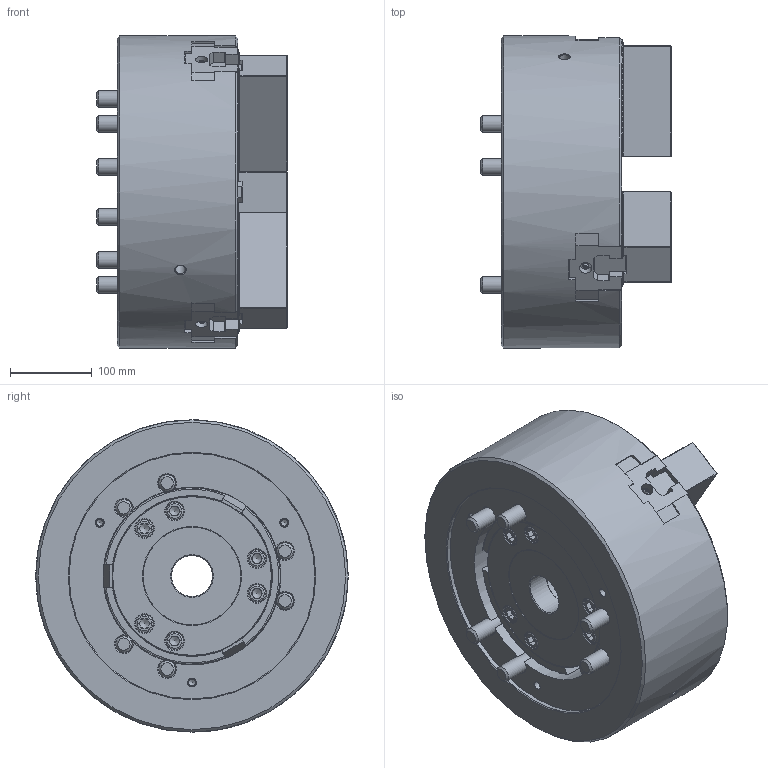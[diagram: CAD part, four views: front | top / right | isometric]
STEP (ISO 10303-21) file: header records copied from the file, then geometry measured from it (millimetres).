
FILE_DESCRIPTION(/* description */ ('Unknown'),/* implementation_level */ '2;1');
FILE_NAME(/* name */ 'B215-Solid',/* time_stamp */ '2018-08-21T08:51:05+01:00',/* author */ ('Unknown'),/* organization */ ('Unknown'),/* preprocessor_version */ 'ST-DEVELOPER v16.7',/* originating_system */ 'DEX',/* authorisation */ $);
FILE_SCHEMA (('AUTOMOTIVE_DESIGN {1 0 10303 214 3 1 1}'));
Products named in the file (1): B215
Bounding box: 232.25 x 381 x 381 mm (x, y, z)
Volume: 15130056 mm3; surface area: 1164160.6 mm2
Topology: 1 solids, 33 shells, 5276 faces, 15129 edges, 9907 vertices
Faces by surface type: plane 4573, cylinder 331, cone 253, torus 65, bspline 48, sphere 6
Full cylindrical faces by diameter (mm): 1.5 x3, 1.9 x3, 4.917 x7, 5 x21, 5.188 x6, 6 x20, 6.6 x6, 8.376 x3, 10 x3, 10.5 x6, 11 x6, 11.835 x6, 12 x2, 12.5 x2, 14 x12, 15 x9, 20 x18, 21 x18, 22 x6, 30 x12, 32 x12, 50 x1, 100 x2, 104 x2, 111 x1, 120 x2, 131 x1, 133 x1, 194.7 x1, 300 x1
Entity records: 204783 total; most frequent: CARTESIAN_POINT 31367, ORIENTED_EDGE 29090, DIRECTION 26139, EDGE_CURVE 14545, LINE 12937, VECTOR 12937, VERTEX_POINT 9775, AXIS2_PLACEMENT_3D 6601
